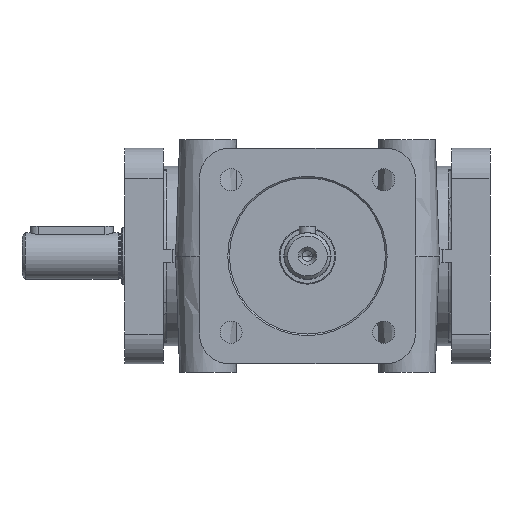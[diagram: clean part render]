
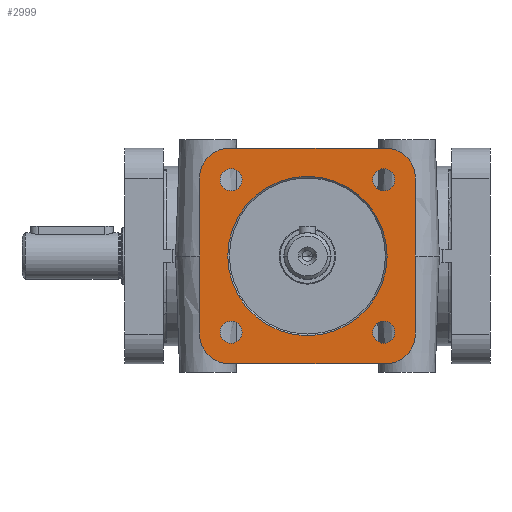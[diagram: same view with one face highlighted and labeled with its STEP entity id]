
A CAD part, front view. The second image highlights one B-rep face of the part: STEP entity #2999.
In plain terms, the highlighted planar face has unit normal (0, -1, 0).
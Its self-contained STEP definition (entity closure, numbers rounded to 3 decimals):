
#2999=ADVANCED_FACE('',(#6141,#6142,#6143,#6144,#6145,#6146),#6147,.F.);
#6141=FACE_OUTER_BOUND('',#9723,.T.);
#6142=FACE_BOUND('',#9724,.T.);
#6143=FACE_BOUND('',#9725,.T.);
#6144=FACE_BOUND('',#9726,.T.);
#6145=FACE_BOUND('',#9727,.T.);
#6146=FACE_BOUND('',#9728,.T.);
#6147=PLANE('',#9729);
#9723=EDGE_LOOP('',(#25097,#25098,#25099,#25100,#25101,#25102,#25103,#25104));
#9724=EDGE_LOOP('',(#25105,#25106));
#9725=EDGE_LOOP('',(#25107,#25108,#25109));
#9726=EDGE_LOOP('',(#25110,#25111,#25112));
#9727=EDGE_LOOP('',(#25113,#25114,#25115));
#9728=EDGE_LOOP('',(#25116,#25117,#25118));
#9729=AXIS2_PLACEMENT_3D('',#25119,#25120,#25121);
#25097=ORIENTED_EDGE('',*,*,#29631,.T.);
#25098=ORIENTED_EDGE('',*,*,#29632,.T.);
#25099=ORIENTED_EDGE('',*,*,#29633,.T.);
#25100=ORIENTED_EDGE('',*,*,#29548,.T.);
#25101=ORIENTED_EDGE('',*,*,#29634,.T.);
#25102=ORIENTED_EDGE('',*,*,#29635,.T.);
#25103=ORIENTED_EDGE('',*,*,#29636,.T.);
#25104=ORIENTED_EDGE('',*,*,#29559,.T.);
#25105=ORIENTED_EDGE('',*,*,#26057,.T.);
#25106=ORIENTED_EDGE('',*,*,#29624,.T.);
#25107=ORIENTED_EDGE('',*,*,#29637,.F.);
#25108=ORIENTED_EDGE('',*,*,#29638,.F.);
#25109=ORIENTED_EDGE('',*,*,#25927,.F.);
#25110=ORIENTED_EDGE('',*,*,#29639,.F.);
#25111=ORIENTED_EDGE('',*,*,#29640,.F.);
#25112=ORIENTED_EDGE('',*,*,#25932,.F.);
#25113=ORIENTED_EDGE('',*,*,#29641,.F.);
#25114=ORIENTED_EDGE('',*,*,#29642,.F.);
#25115=ORIENTED_EDGE('',*,*,#25937,.F.);
#25116=ORIENTED_EDGE('',*,*,#29643,.F.);
#25117=ORIENTED_EDGE('',*,*,#29644,.F.);
#25118=ORIENTED_EDGE('',*,*,#25942,.F.);
#25119=CARTESIAN_POINT('',(0.0,-90.0,0.0));
#25120=DIRECTION('',(0.0,1.0,0.0));
#25121=DIRECTION('',(1.0,0.0,-0.0));
#25927=EDGE_CURVE('',#29907,#29903,#29909,.T.);
#25932=EDGE_CURVE('',#29916,#29912,#29918,.T.);
#25937=EDGE_CURVE('',#29925,#29921,#29927,.T.);
#25942=EDGE_CURVE('',#29934,#29930,#29936,.T.);
#26057=EDGE_CURVE('',#30139,#30137,#30140,.T.);
#29548=EDGE_CURVE('',#35341,#35342,#35343,.T.);
#29559=EDGE_CURVE('',#35358,#35359,#35360,.T.);
#29624=EDGE_CURVE('',#30137,#30139,#35447,.T.);
#29631=EDGE_CURVE('',#35359,#35454,#35455,.T.);
#29632=EDGE_CURVE('',#35454,#35456,#35457,.T.);
#29633=EDGE_CURVE('',#35456,#35341,#35458,.T.);
#29634=EDGE_CURVE('',#35342,#35459,#35460,.T.);
#29635=EDGE_CURVE('',#35459,#35461,#35462,.T.);
#29636=EDGE_CURVE('',#35461,#35358,#35463,.T.);
#29637=EDGE_CURVE('',#35464,#29907,#35465,.T.);
#29638=EDGE_CURVE('',#29903,#35464,#35466,.T.);
#29639=EDGE_CURVE('',#35467,#29916,#35468,.T.);
#29640=EDGE_CURVE('',#29912,#35467,#35469,.T.);
#29641=EDGE_CURVE('',#35470,#29925,#35471,.T.);
#29642=EDGE_CURVE('',#29921,#35470,#35472,.T.);
#29643=EDGE_CURVE('',#35473,#29934,#35474,.T.);
#29644=EDGE_CURVE('',#29930,#35473,#35475,.T.);
#29903=VERTEX_POINT('',#35781);
#29907=VERTEX_POINT('',#35786);
#29909=CIRCLE('',#35789,3.324);
#29912=VERTEX_POINT('',#35792);
#29916=VERTEX_POINT('',#35797);
#29918=CIRCLE('',#35800,3.324);
#29921=VERTEX_POINT('',#35803);
#29925=VERTEX_POINT('',#35808);
#29927=CIRCLE('',#35811,3.324);
#29930=VERTEX_POINT('',#35814);
#29934=VERTEX_POINT('',#35819);
#29936=CIRCLE('',#35822,3.324);
#30137=VERTEX_POINT('',#36162);
#30139=VERTEX_POINT('',#36165);
#30140=CIRCLE('',#36166,24.0);
#35341=VERTEX_POINT('',#57431);
#35342=VERTEX_POINT('',#57432);
#35343=LINE('',#57433,#57434);
#35358=VERTEX_POINT('',#57454);
#35359=VERTEX_POINT('',#57455);
#35360=LINE('',#57456,#57457);
#35447=CIRCLE('',#57575,24.0);
#35454=VERTEX_POINT('',#57582);
#35455=CIRCLE('',#57583,9.0);
#35456=VERTEX_POINT('',#57584);
#35457=LINE('',#57585,#57586);
#35458=CIRCLE('',#57587,9.0);
#35459=VERTEX_POINT('',#57588);
#35460=CIRCLE('',#57589,9.0);
#35461=VERTEX_POINT('',#57590);
#35462=LINE('',#57591,#57592);
#35463=CIRCLE('',#57593,9.0);
#35464=VERTEX_POINT('',#57594);
#35465=CIRCLE('',#57595,3.324);
#35466=CIRCLE('',#57596,3.324);
#35467=VERTEX_POINT('',#57597);
#35468=CIRCLE('',#57598,3.324);
#35469=CIRCLE('',#57599,3.324);
#35470=VERTEX_POINT('',#57600);
#35471=CIRCLE('',#57601,3.324);
#35472=CIRCLE('',#57602,3.324);
#35473=VERTEX_POINT('',#57603);
#35474=CIRCLE('',#57604,3.324);
#35475=CIRCLE('',#57605,3.324);
#35781=CARTESIAN_POINT('',(23.0,-90.0,19.677));
#35786=CARTESIAN_POINT('',(23.0,-90.0,26.324));
#35789=AXIS2_PLACEMENT_3D('',#57935,#57936,#57937);
#35792=CARTESIAN_POINT('',(23.0,-90.0,-26.324));
#35797=CARTESIAN_POINT('',(23.0,-90.0,-19.677));
#35800=AXIS2_PLACEMENT_3D('',#57943,#57944,#57945);
#35803=CARTESIAN_POINT('',(-23.0,-90.0,-26.324));
#35808=CARTESIAN_POINT('',(-23.0,-90.0,-19.677));
#35811=AXIS2_PLACEMENT_3D('',#57951,#57952,#57953);
#35814=CARTESIAN_POINT('',(-23.0,-90.0,19.677));
#35819=CARTESIAN_POINT('',(-23.0,-90.0,26.324));
#35822=AXIS2_PLACEMENT_3D('',#57959,#57960,#57961);
#36162=CARTESIAN_POINT('',(0.,-90.0,-24.0));
#36165=CARTESIAN_POINT('',(0.,-90.0,24.0));
#36166=AXIS2_PLACEMENT_3D('',#58133,#58134,#58135);
#57431=CARTESIAN_POINT('',(32.5,-90.0,-23.5));
#57432=CARTESIAN_POINT('',(32.5,-90.0,23.5));
#57433=CARTESIAN_POINT('',(32.5,-90.0,-23.5));
#57434=VECTOR('',#60308,1000.0);
#57454=CARTESIAN_POINT('',(-32.5,-90.0,23.5));
#57455=CARTESIAN_POINT('',(-32.5,-90.0,-23.5));
#57456=CARTESIAN_POINT('',(-32.5,-90.0,23.5));
#57457=VECTOR('',#60323,1000.0);
#57575=AXIS2_PLACEMENT_3D('',#60406,#60407,#60408);
#57582=CARTESIAN_POINT('',(-23.5,-90.0,-32.5));
#57583=AXIS2_PLACEMENT_3D('',#60415,#60416,#60417);
#57584=CARTESIAN_POINT('',(23.5,-90.0,-32.5));
#57585=CARTESIAN_POINT('',(-23.5,-90.0,-32.5));
#57586=VECTOR('',#60418,1000.0);
#57587=AXIS2_PLACEMENT_3D('',#60419,#60420,#60421);
#57588=CARTESIAN_POINT('',(23.5,-90.0,32.5));
#57589=AXIS2_PLACEMENT_3D('',#60422,#60423,#60424);
#57590=CARTESIAN_POINT('',(-23.5,-90.0,32.5));
#57591=CARTESIAN_POINT('',(23.5,-90.0,32.5));
#57592=VECTOR('',#60425,1000.0);
#57593=AXIS2_PLACEMENT_3D('',#60426,#60427,#60428);
#57594=CARTESIAN_POINT('',(26.324,-90.0,23.0));
#57595=AXIS2_PLACEMENT_3D('',#60429,#60430,#60431);
#57596=AXIS2_PLACEMENT_3D('',#60432,#60433,#60434);
#57597=CARTESIAN_POINT('',(26.324,-90.0,-23.0));
#57598=AXIS2_PLACEMENT_3D('',#60435,#60436,#60437);
#57599=AXIS2_PLACEMENT_3D('',#60438,#60439,#60440);
#57600=CARTESIAN_POINT('',(-19.677,-90.0,-23.0));
#57601=AXIS2_PLACEMENT_3D('',#60441,#60442,#60443);
#57602=AXIS2_PLACEMENT_3D('',#60444,#60445,#60446);
#57603=CARTESIAN_POINT('',(-19.677,-90.0,23.0));
#57604=AXIS2_PLACEMENT_3D('',#60447,#60448,#60449);
#57605=AXIS2_PLACEMENT_3D('',#60450,#60451,#60452);
#57935=CARTESIAN_POINT('',(23.0,-90.0,23.0));
#57936=DIRECTION('',(0.0,-1.0,0.0));
#57937=DIRECTION('',(1.0,0.0,0.0));
#57943=CARTESIAN_POINT('',(23.0,-90.0,-23.0));
#57944=DIRECTION('',(0.0,-1.0,0.0));
#57945=DIRECTION('',(1.0,0.0,0.0));
#57951=CARTESIAN_POINT('',(-23.0,-90.0,-23.0));
#57952=DIRECTION('',(0.0,-1.0,0.0));
#57953=DIRECTION('',(1.0,0.0,0.0));
#57959=CARTESIAN_POINT('',(-23.0,-90.0,23.0));
#57960=DIRECTION('',(0.0,-1.0,0.0));
#57961=DIRECTION('',(1.0,0.0,0.0));
#58133=CARTESIAN_POINT('',(0.,-90.0,0.0));
#58134=DIRECTION('',(0.0,1.0,0.0));
#58135=DIRECTION('',(0.0,0.0,1.0));
#60308=DIRECTION('',(0.0,0.0,1.0));
#60323=DIRECTION('',(0.0,0.0,-1.0));
#60406=CARTESIAN_POINT('',(0.,-90.0,0.0));
#60407=DIRECTION('',(0.0,1.0,0.0));
#60408=DIRECTION('',(0.0,0.0,1.0));
#60415=CARTESIAN_POINT('',(-23.5,-90.0,-23.5));
#60416=DIRECTION('',(0.0,-1.0,0.0));
#60417=DIRECTION('',(1.0,0.0,0.0));
#60418=DIRECTION('',(1.0,0.0,0.0));
#60419=CARTESIAN_POINT('',(23.5,-90.0,-23.5));
#60420=DIRECTION('',(0.0,-1.0,0.0));
#60421=DIRECTION('',(-1.0,0.0,0.0));
#60422=CARTESIAN_POINT('',(23.5,-90.0,23.5));
#60423=DIRECTION('',(0.0,-1.0,0.0));
#60424=DIRECTION('',(1.0,0.0,0.0));
#60425=DIRECTION('',(-1.0,0.0,0.0));
#60426=CARTESIAN_POINT('',(-23.5,-90.0,23.5));
#60427=DIRECTION('',(0.0,-1.0,0.0));
#60428=DIRECTION('',(1.0,0.0,0.0));
#60429=CARTESIAN_POINT('',(23.0,-90.0,23.0));
#60430=DIRECTION('',(0.0,-1.0,0.0));
#60431=DIRECTION('',(1.0,0.0,0.0));
#60432=CARTESIAN_POINT('',(23.0,-90.0,23.0));
#60433=DIRECTION('',(0.0,-1.0,0.0));
#60434=DIRECTION('',(1.0,0.0,0.0));
#60435=CARTESIAN_POINT('',(23.0,-90.0,-23.0));
#60436=DIRECTION('',(0.0,-1.0,0.0));
#60437=DIRECTION('',(1.0,0.0,0.0));
#60438=CARTESIAN_POINT('',(23.0,-90.0,-23.0));
#60439=DIRECTION('',(0.0,-1.0,0.0));
#60440=DIRECTION('',(1.0,0.0,0.0));
#60441=CARTESIAN_POINT('',(-23.0,-90.0,-23.0));
#60442=DIRECTION('',(0.0,-1.0,0.0));
#60443=DIRECTION('',(1.0,0.0,0.0));
#60444=CARTESIAN_POINT('',(-23.0,-90.0,-23.0));
#60445=DIRECTION('',(0.0,-1.0,0.0));
#60446=DIRECTION('',(1.0,0.0,0.0));
#60447=CARTESIAN_POINT('',(-23.0,-90.0,23.0));
#60448=DIRECTION('',(0.0,-1.0,0.0));
#60449=DIRECTION('',(1.0,0.0,0.0));
#60450=CARTESIAN_POINT('',(-23.0,-90.0,23.0));
#60451=DIRECTION('',(0.0,-1.0,0.0));
#60452=DIRECTION('',(1.0,0.0,0.0));
